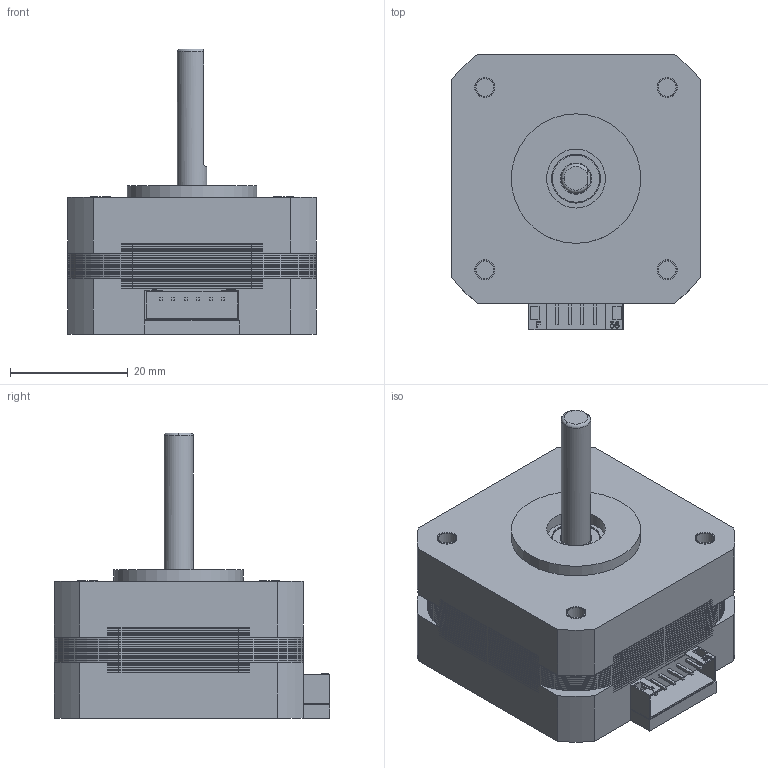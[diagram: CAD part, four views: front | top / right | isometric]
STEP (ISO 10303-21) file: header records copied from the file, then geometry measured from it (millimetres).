
FILE_DESCRIPTION(/* description */ (''),/* implementation_level */ '2;1');
FILE_NAME(/* name */ 'Motor a pasos Nema 17 17HS4023.step',/* time_stamp */ '2020-08-28T17:25:30-05:00',/* author */ (''),/* organization */ (''),/* preprocessor_version */ 'ST-DEVELOPER v18.1',/* originating_system */ 'Autodesk Translation Framework v9.3.0.1241',/* authorisation */ '');
FILE_SCHEMA (('AUTOMOTIVE_DESIGN { 1 0 10303 214 3 1 1 }'));
Length unit declared in the file: millimetre
Products named in the file (4): Nema 17HS4023; Pines; Flecha 17HS4401; Untitled
Assembly tree (3 placements, depth 2):
  Nema 17HS4023
    Pines
    Flecha 17HS4401
    Untitled
Bounding box: 42.3 x 46.81 x 48.6 mm (x, y, z)
Volume: 44768.9 mm3; surface area: 77536.1 mm2
Topology: 57 solids, 57 shells, 945 faces, 2388 edges, 1580 vertices
Faces by surface type: plane 587, bspline 213, cylinder 126, cone 16, torus 3
Full cylindrical faces by diameter (mm): 0.342 x1, 0.343 x1, 0.346 x1, 3 x4, 3.332 x4, 3.4 x4, 5 x3, 5.3 x1, 6 x4, 8 x1, 8.3 x1, 9 x1, 10 x1, 22 x1
Entity records: 30426 total; most frequent: CARTESIAN_POINT 8623, ORIENTED_EDGE 4776, DIRECTION 3716, EDGE_CURVE 2388, LINE 1618, VECTOR 1618, VERTEX_POINT 1580, AXIS2_PLACEMENT_3D 1049
